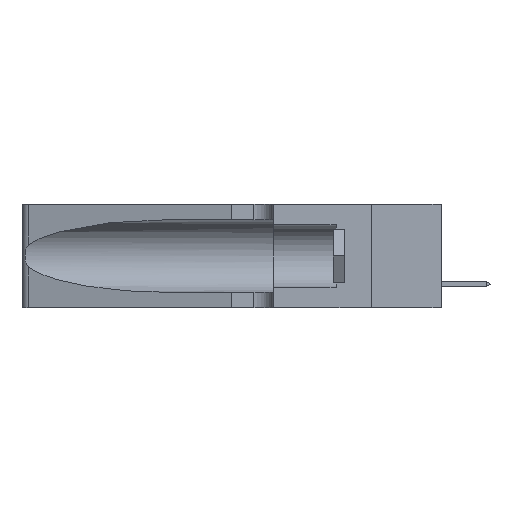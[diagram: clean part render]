
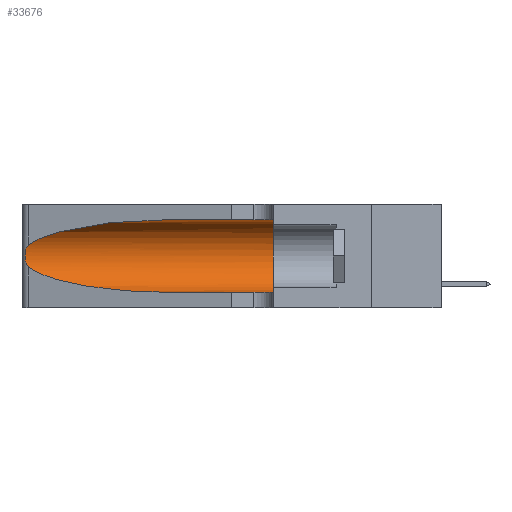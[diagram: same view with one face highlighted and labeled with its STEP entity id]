
A CAD part, left-side view. The second image highlights one B-rep face of the part: STEP entity #33676.
In plain terms, the highlighted cylindrical face has radius 3.308 mm (diameter 6.617 mm), a partial arc.
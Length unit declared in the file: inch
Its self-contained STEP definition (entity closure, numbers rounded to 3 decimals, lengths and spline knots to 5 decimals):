
#1064 = CARTESIAN_POINT ( 'NONE',  ( 0.1305, 0.72297, 0.05475 ) ) ;
#1852 = EDGE_LOOP ( 'NONE', ( #22581, #29289, #37905, #11100, #8453, #43566 ) ) ;
#2218 = CARTESIAN_POINT ( 'NONE',  ( 0.26075, 1.23896, 0.178 ) ) ;
#2609 = CARTESIAN_POINT ( 'NONE',  ( 0.18966, 0.96281, 0.31525 ) ) ;
#3348 = CARTESIAN_POINT ( 'NONE',  ( 0.1305, 0.35, 0.05475 ) ) ;
#5400 = CARTESIAN_POINT ( 'NONE',  ( 0.25789, 1.23486, 0.15765 ) ) ;
#5670 = CARTESIAN_POINT ( 'NONE',  ( 0.1305, 0.72297, 0.31525 ) ) ;
#6477 = VERTEX_POINT ( 'NONE', #3348 ) ;
#6579 = VERTEX_POINT ( 'NONE', #34773 ) ;
#6759 = DIRECTION ( 'NONE',  ( 0., 1., 0. ) ) ;
#7361 = EDGE_CURVE ( 'NONE', #6579, #6477, #8217, .T. ) ;
#7714 = CARTESIAN_POINT ( 'NONE',  ( 0.18966, 0.96281, 0.05475 ) ) ;
#8153 = DIRECTION ( 'NONE',  ( 0., -1., 0. ) ) ;
#8217 = CIRCLE ( 'NONE', #18611, 0.13025 ) ;
#8453 = ORIENTED_EDGE ( 'NONE', *, *, #7361, .F. ) ;
#8886 = CARTESIAN_POINT ( 'NONE',  ( 0.26017, 1.23833, 0.17102 ) ) ;
#11100 = ORIENTED_EDGE ( 'NONE', *, *, #28745, .T. ) ;
#12219 = CARTESIAN_POINT ( 'NONE',  ( 0.25555, 1.22994, 0.2215 ) ) ;
#12519 = CARTESIAN_POINT ( 'NONE',  ( 0.25487, 1.22718, 0.14631 ) ) ;
#12679 = CARTESIAN_POINT ( 'NONE',  ( 0.25854, 1.2359, 0.20912 ) ) ;
#12848 = CARTESIAN_POINT ( 'NONE',  ( 0.25487, 1.22718, 0.14631 ) ) ;
#14762 = DIRECTION ( 'NONE',  ( 0., 0., -1. ) ) ;
#15443 = CARTESIAN_POINT ( 'NONE',  ( 0.1305, 1.61858, 0.31525 ) ) ;
#15730 = CARTESIAN_POINT ( 'NONE',  ( 0.26075, 1.23896, 0.19203 ) ) ;
#15890 = CARTESIAN_POINT ( 'NONE',  ( 0.25487, 1.22718, 0.22369 ) ) ;
#16524 = VERTEX_POINT ( 'NONE', #12848 ) ;
#17747 = VERTEX_POINT ( 'NONE', #36185 ) ;
#18137 = CARTESIAN_POINT ( 'NONE',  ( 0.1305, 1.61858, 0.185 ) ) ;
#18237 = CARTESIAN_POINT ( 'NONE',  ( 0.25487, 1.22718, 0.14631 ) ) ;
#18611 = AXIS2_PLACEMENT_3D ( 'NONE', #20579, #6759, #37133 ) ;
#18879 = DIRECTION ( 'NONE',  ( 0., -1., 0. ) ) ;
#18907 = VERTEX_POINT ( 'NONE', #23529 ) ;
#19811 = CARTESIAN_POINT ( 'NONE',  ( 0.25487, 1.22718, 0.22369 ) ) ;
#20579 = CARTESIAN_POINT ( 'NONE',  ( 0.1305, 0.35, 0.185 ) ) ;
#22581 = ORIENTED_EDGE ( 'NONE', *, *, #41750, .T. ) ;
#22671 = VERTEX_POINT ( 'NONE', #34274 ) ;
#22740 = CARTESIAN_POINT ( 'NONE',  ( 0.26018, 1.23835, 0.19895 ) ) ;
#23529 = CARTESIAN_POINT ( 'NONE',  ( 0.25487, 1.22718, 0.22369 ) ) ;
#23929 = FACE_OUTER_BOUND ( 'NONE', #1852, .T. ) ;
#24154 =( BOUNDED_CURVE ( )  B_SPLINE_CURVE ( 3, ( #18237, #42702, #7714, #1064 ),
 .UNSPECIFIED., .F., .T. ) 
 B_SPLINE_CURVE_WITH_KNOTS ( ( 4, 4 ),
 ( 3.44316, 4.71239 ),
 .UNSPECIFIED. ) 
 CURVE ( )  GEOMETRIC_REPRESENTATION_ITEM ( )  RATIONAL_B_SPLINE_CURVE ( ( 1., 0.87, 0.87, 1. ) ) 
 REPRESENTATION_ITEM ( '' )  );
#24444 = VECTOR ( 'NONE', #18879, 39.37008 ) ;
#25929 = VECTOR ( 'NONE', #8153, 39.37008 ) ;
#26186 = CARTESIAN_POINT ( 'NONE',  ( 0.25856, 1.23593, 0.16098 ) ) ;
#27135 = LINE ( 'NONE', #35879, #24444 ) ;
#27885 = EDGE_CURVE ( 'NONE', #22671, #6579, #37369, .T. ) ;
#28745 = EDGE_CURVE ( 'NONE', #17747, #6477, #27135, .T. ) ;
#28841 = CYLINDRICAL_SURFACE ( 'NONE', #34829, 0.13025 ) ;
#29289 = ORIENTED_EDGE ( 'NONE', *, *, #43844, .T. ) ;
#29312 = EDGE_CURVE ( 'NONE', #16524, #17747, #24154, .T. ) ;
#30101 = CARTESIAN_POINT ( 'NONE',  ( 0.2373, 1.15595, 0.28018 ) ) ;
#33676 = ADVANCED_FACE ( 'NONE', ( #23929 ), #28841, .F. ) ;
#34274 = CARTESIAN_POINT ( 'NONE',  ( 0.1305, 0.72297, 0.31525 ) ) ;
#34773 = CARTESIAN_POINT ( 'NONE',  ( 0.1305, 0.35, 0.31525 ) ) ;
#34829 = AXIS2_PLACEMENT_3D ( 'NONE', #18137, #35592, #14762 ) ;
#35592 = DIRECTION ( 'NONE',  ( 0., -1., 0. ) ) ;
#35879 = CARTESIAN_POINT ( 'NONE',  ( 0.1305, 1.61858, 0.05475 ) ) ;
#36185 = CARTESIAN_POINT ( 'NONE',  ( 0.1305, 0.72297, 0.05475 ) ) ;
#36554 = CARTESIAN_POINT ( 'NONE',  ( 0.25787, 1.23484, 0.2124 ) ) ;
#37133 = DIRECTION ( 'NONE',  ( 0., 0., 1. ) ) ;
#37369 = LINE ( 'NONE', #15443, #25929 ) ;
#37905 = ORIENTED_EDGE ( 'NONE', *, *, #29312, .T. ) ;
#38955 =( BOUNDED_CURVE ( )  B_SPLINE_CURVE ( 3, ( #5670, #2609, #30101, #19811 ),
 .UNSPECIFIED., .F., .T. ) 
 B_SPLINE_CURVE_WITH_KNOTS ( ( 4, 4 ),
 ( 1.5708, 2.84003 ),
 .UNSPECIFIED. ) 
 CURVE ( )  GEOMETRIC_REPRESENTATION_ITEM ( )  RATIONAL_B_SPLINE_CURVE ( ( 1., 0.87, 0.87, 1. ) ) 
 REPRESENTATION_ITEM ( '' )  );
#40078 = CARTESIAN_POINT ( 'NONE',  ( 0.25639, 1.23184, 0.21858 ) ) ;
#40531 = CARTESIAN_POINT ( 'NONE',  ( 0.25639, 1.23186, 0.15144 ) ) ;
#41739 = B_SPLINE_CURVE_WITH_KNOTS ( 'NONE', 3,
 ( #15890, #12219, #40078, #36554, #12679, #22740, #15730, #2218, #8886, #26186, #5400, #40531, #43730, #12519 ),
 .UNSPECIFIED., .F., .F.,
 ( 4, 2, 2, 2, 2, 2, 4 ),
 ( 0., 0.00027, 0.00053, 0.00107, 0.0016, 0.00187, 0.00214 ),
 .UNSPECIFIED. ) ;
#41750 = EDGE_CURVE ( 'NONE', #22671, #18907, #38955, .T. ) ;
#42702 = CARTESIAN_POINT ( 'NONE',  ( 0.2373, 1.15595, 0.08982 ) ) ;
#43566 = ORIENTED_EDGE ( 'NONE', *, *, #27885, .F. ) ;
#43730 = CARTESIAN_POINT ( 'NONE',  ( 0.25555, 1.22993, 0.14849 ) ) ;
#43844 = EDGE_CURVE ( 'NONE', #18907, #16524, #41739, .T. ) ;
